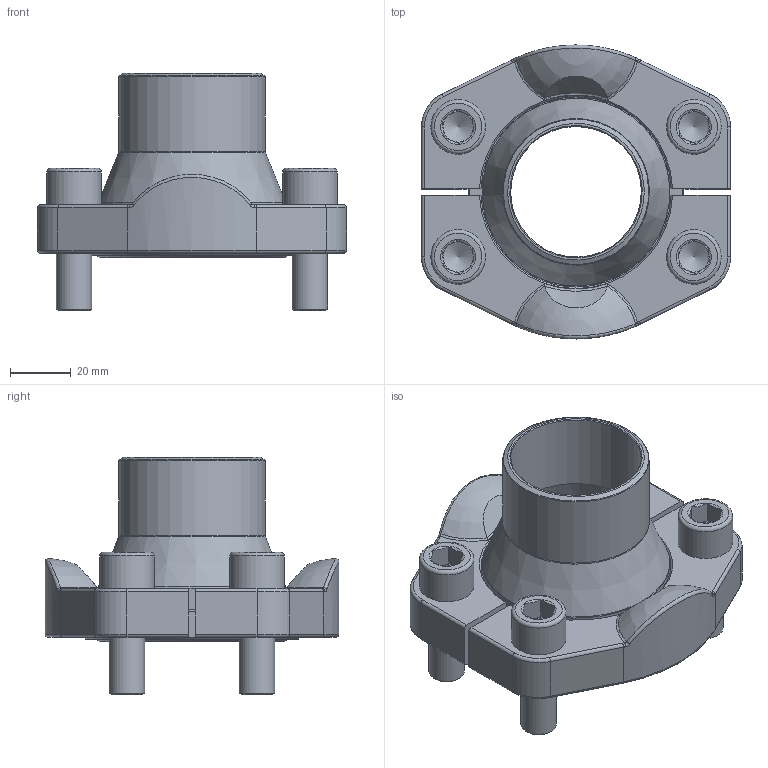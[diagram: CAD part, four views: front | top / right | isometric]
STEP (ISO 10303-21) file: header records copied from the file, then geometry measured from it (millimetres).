
FILE_DESCRIPTION(/* description */ (''),/* implementation_level */ '2;1');
FILE_NAME(/* name */ 'AFA51-310.stp',/* time_stamp */ '2025-01-15T08:30:52+01:00',/* author */ (''),/* organization */ (''),/* preprocessor_version */ 'ST-DEVELOPER v16',/* originating_system */ 'SIEMENS PLM Software NX 10.0',/* authorisation */ '');
FILE_SCHEMA (('AUTOMOTIVE_DESIGN { 1 0 10303 214 3 1 1 1 }'));
Length unit declared in the file: millimetre
Products named in the file (6): X-AFH51-3_einzel; X-M12x35I; X-O56; X-AFA51-3; X-AFH51-3; AFA51-3
Assembly tree (9 placements, depth 3):
  AFA51-3
    X-AFH51-3
      X-AFH51-3_einzel  x2
    X-AFA51-3
    X-O56
    X-M12x35I  x4
Bounding box: 102 x 97 x 78.4 mm (x, y, z)
Volume: 140959.4 mm3; surface area: 57994.9 mm2
Topology: 8 solids, 8 shells, 233 faces, 498 edges, 286 vertices
Faces by surface type: plane 83, cone 59, cylinder 45, torus 37, bspline 6, sphere 2, revolution 1
Full cylindrical faces by diameter (mm): 11.701 x4, 13 x4, 18 x4, 43.1 x1, 48.3 x1, 51 x1, 56 x1, 62 x1, 63.766 x1, 71.4 x1
Entity records: 2794 total; most frequent: CARTESIAN_POINT 607, DIRECTION 467, ORIENTED_EDGE 350, AXIS2_PLACEMENT_3D 207, EDGE_CURVE 175, EDGE_LOOP 142, VERTEX_POINT 121, ADVANCED_FACE 100
